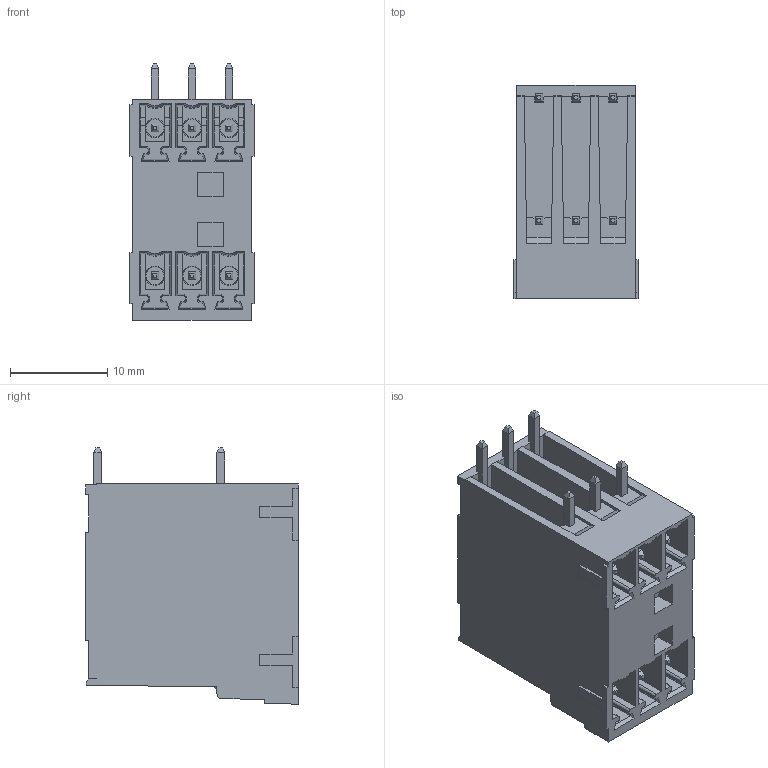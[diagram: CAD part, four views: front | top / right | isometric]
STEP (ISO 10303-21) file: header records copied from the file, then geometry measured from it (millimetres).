
FILE_DESCRIPTION((''),'2;1');
FILE_NAME('WJ15EDGRH-381-2X03P','2017-03-15T',('QZY'),(''),'CREO PARAMETRIC BY PTC INC, 2014440','CREO PARAMETRIC BY PTC INC, 2014440','');
FILE_SCHEMA(('CONFIG_CONTROL_DESIGN'));
Length unit declared in the file: millimetre
Products named in the file (1): WJ15EDGRH-381-2X03P
Bounding box: 12.82 x 21.95 x 26.4 mm (x, y, z)
Volume: 4207 mm3; surface area: 4614.9 mm2
Topology: 1 solids, 1 shells, 614 faces, 1716 edges, 1108 vertices
Faces by surface type: plane 551, cone 48, cylinder 12, sphere 3
Entity records: 19442 total; most frequent: CARTESIAN_POINT 3608, ORIENTED_EDGE 3426, DIRECTION 3020, EDGE_CURVE 1713, VECTOR 1568, LINE 1568, VERTEX_POINT 1108, AXIS2_PLACEMENT_3D 726
